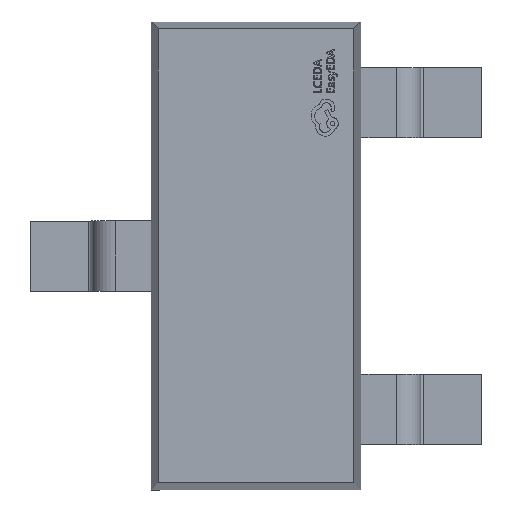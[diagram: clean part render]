
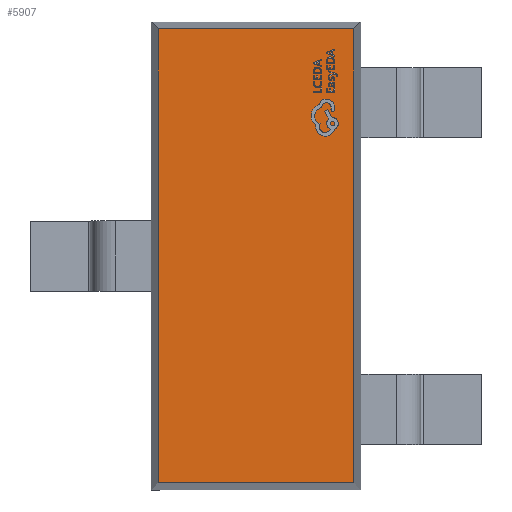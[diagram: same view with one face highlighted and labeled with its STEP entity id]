
A CAD part, top view. The second image highlights one B-rep face of the part: STEP entity #5907.
In plain terms, the highlighted planar face has unit normal (0, 0, 1).
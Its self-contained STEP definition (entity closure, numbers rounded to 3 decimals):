
#598 = EDGE_CURVE ( 'NONE', #1631, #11275, #5413, .T. ) ;
#679 = EDGE_LOOP ( 'NONE', ( #4594, #2516, #15570, #6366 ) ) ;
#1152 = CARTESIAN_POINT ( 'NONE',  ( 0., 1.406, 0.5 ) ) ;
#1609 = EDGE_CURVE ( 'NONE', #8448, #13800, #10028, .T. ) ;
#1631 = VERTEX_POINT ( 'NONE', #8678 ) ;
#1667 = LINE ( 'NONE', #5328, #10606 ) ;
#2181 = CARTESIAN_POINT ( 'NONE',  ( -0.606, 1.406, 0.5 ) ) ;
#2182 = DIRECTION ( 'NONE',  ( 0., -1., 0. ) ) ;
#2516 = ORIENTED_EDGE ( 'NONE', *, *, #4442, .T. ) ;
#2856 = FACE_OUTER_BOUND ( 'NONE', #679, .T. ) ;
#3049 = DIRECTION ( 'NONE',  ( 0., -1., 0. ) ) ;
#3433 = CARTESIAN_POINT ( 'NONE',  ( 0., 0., 0.5 ) ) ;
#4402 = PLANE ( 'NONE',  #9195 ) ;
#4442 = EDGE_CURVE ( 'NONE', #13800, #1631, #1667, .T. ) ;
#4583 = CARTESIAN_POINT ( 'NONE',  ( 0.606, -1.406, 0.5 ) ) ;
#4594 = ORIENTED_EDGE ( 'NONE', *, *, #1609, .T. ) ;
#5328 = CARTESIAN_POINT ( 'NONE',  ( -0.606, 0., 0.5 ) ) ;
#5413 = LINE ( 'NONE', #10363, #12806 ) ;
#5907 = ADVANCED_FACE ( 'NONE', ( #2856 ), #4402, .F. ) ;
#6366 = ORIENTED_EDGE ( 'NONE', *, *, #7318, .T. ) ;
#6457 = VECTOR ( 'NONE', #12235, 1000. ) ;
#7306 = CARTESIAN_POINT ( 'NONE',  ( 0.606, 0., 0.5 ) ) ;
#7318 = EDGE_CURVE ( 'NONE', #11275, #8448, #15864, .T. ) ;
#7438 = DIRECTION ( 'NONE',  ( -1., 0., 0. ) ) ;
#7959 = CARTESIAN_POINT ( 'NONE',  ( 0.606, 1.406, 0.5 ) ) ;
#8448 = VERTEX_POINT ( 'NONE', #7959 ) ;
#8678 = CARTESIAN_POINT ( 'NONE',  ( -0.606, -1.406, 0.5 ) ) ;
#9195 = AXIS2_PLACEMENT_3D ( 'NONE', #3433, #10890, #2182 ) ;
#10028 = LINE ( 'NONE', #1152, #13854 ) ;
#10363 = CARTESIAN_POINT ( 'NONE',  ( 0., -1.406, 0.5 ) ) ;
#10606 = VECTOR ( 'NONE', #3049, 1000. ) ;
#10890 = DIRECTION ( 'NONE',  ( 0., 0., -1. ) ) ;
#11275 = VERTEX_POINT ( 'NONE', #4583 ) ;
#12235 = DIRECTION ( 'NONE',  ( 0., 1., 0. ) ) ;
#12806 = VECTOR ( 'NONE', #13895, 1000. ) ;
#13800 = VERTEX_POINT ( 'NONE', #2181 ) ;
#13854 = VECTOR ( 'NONE', #7438, 1000. ) ;
#13895 = DIRECTION ( 'NONE',  ( 1., 0., 0. ) ) ;
#15570 = ORIENTED_EDGE ( 'NONE', *, *, #598, .T. ) ;
#15864 = LINE ( 'NONE', #7306, #6457 ) ;
